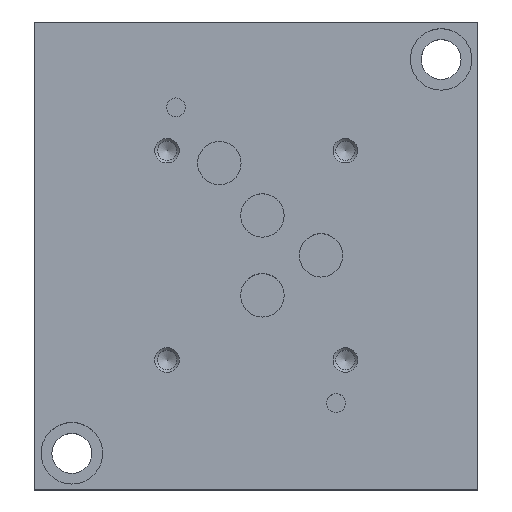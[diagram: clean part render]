
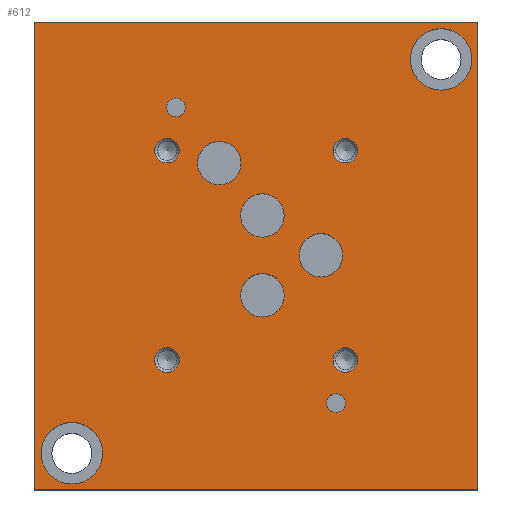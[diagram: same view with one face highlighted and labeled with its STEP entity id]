
A CAD part, top view. The second image highlights one B-rep face of the part: STEP entity #612.
In plain terms, the highlighted planar face has unit normal (0, 0, 1).
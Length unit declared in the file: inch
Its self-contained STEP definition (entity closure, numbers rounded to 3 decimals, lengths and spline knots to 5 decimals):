
#612 = ADVANCED_FACE( '', ( #1341, #1342, #1343, #1344, #1345, #1346, #1347, #1348, #1349, #1350, #1351, #1352, #1353 ), #1354, .F. );
#1341 = FACE_BOUND( '', #2191, .T. );
#1342 = FACE_BOUND( '', #2192, .T. );
#1343 = FACE_BOUND( '', #2193, .T. );
#1344 = FACE_BOUND( '', #2194, .T. );
#1345 = FACE_BOUND( '', #2195, .T. );
#1346 = FACE_BOUND( '', #2196, .T. );
#1347 = FACE_BOUND( '', #2197, .T. );
#1348 = FACE_BOUND( '', #2198, .T. );
#1349 = FACE_BOUND( '', #2199, .T. );
#1350 = FACE_BOUND( '', #2200, .T. );
#1351 = FACE_BOUND( '', #2201, .T. );
#1352 = FACE_BOUND( '', #2202, .T. );
#1353 = FACE_OUTER_BOUND( '', #2203, .T. );
#1354 = PLANE( '', #2204 );
#2191 = EDGE_LOOP( '', ( #3837 ) );
#2192 = EDGE_LOOP( '', ( #3838 ) );
#2193 = EDGE_LOOP( '', ( #3839 ) );
#2194 = EDGE_LOOP( '', ( #3840 ) );
#2195 = EDGE_LOOP( '', ( #3841 ) );
#2196 = EDGE_LOOP( '', ( #3842 ) );
#2197 = EDGE_LOOP( '', ( #3843 ) );
#2198 = EDGE_LOOP( '', ( #3844 ) );
#2199 = EDGE_LOOP( '', ( #3845 ) );
#2200 = EDGE_LOOP( '', ( #3846 ) );
#2201 = EDGE_LOOP( '', ( #3847 ) );
#2202 = EDGE_LOOP( '', ( #3848 ) );
#2203 = EDGE_LOOP( '', ( #3849, #3850, #3851, #3852 ) );
#2204 = AXIS2_PLACEMENT_3D( '', #3853, #3854, #3855 );
#3837 = ORIENTED_EDGE( '', *, *, #5275, .T. );
#3838 = ORIENTED_EDGE( '', *, *, #5211, .T. );
#3839 = ORIENTED_EDGE( '', *, *, #5306, .F. );
#3840 = ORIENTED_EDGE( '', *, *, #4943, .F. );
#3841 = ORIENTED_EDGE( '', *, *, #4990, .F. );
#3842 = ORIENTED_EDGE( '', *, *, #5307, .F. );
#3843 = ORIENTED_EDGE( '', *, *, #4923, .F. );
#3844 = ORIENTED_EDGE( '', *, *, #5200, .F. );
#3845 = ORIENTED_EDGE( '', *, *, #5146, .F. );
#3846 = ORIENTED_EDGE( '', *, *, #4853, .F. );
#3847 = ORIENTED_EDGE( '', *, *, #5177, .F. );
#3848 = ORIENTED_EDGE( '', *, *, #5100, .F. );
#3849 = ORIENTED_EDGE( '', *, *, #5308, .T. );
#3850 = ORIENTED_EDGE( '', *, *, #4681, .F. );
#3851 = ORIENTED_EDGE( '', *, *, #4918, .F. );
#3852 = ORIENTED_EDGE( '', *, *, #4659, .T. );
#3853 = CARTESIAN_POINT( '', ( 4.5, 4.75, 1.75 ) );
#3854 = DIRECTION( '', ( 0., 0., -1. ) );
#3855 = DIRECTION( '', ( -1., 0., 0. ) );
#4659 = EDGE_CURVE( '', #5496, #5494, #5497, .T. );
#4681 = EDGE_CURVE( '', #5534, #5529, #5536, .T. );
#4853 = EDGE_CURVE( '', #5832, #5832, #5833, .T. );
#4918 = EDGE_CURVE( '', #5496, #5534, #5938, .T. );
#4923 = EDGE_CURVE( '', #5944, #5944, #5945, .T. );
#4943 = EDGE_CURVE( '', #5974, #5974, #5975, .T. );
#4990 = EDGE_CURVE( '', #6052, #6052, #6053, .T. );
#5100 = EDGE_CURVE( '', #6228, #6228, #6229, .T. );
#5146 = EDGE_CURVE( '', #6294, #6294, #6295, .T. );
#5177 = EDGE_CURVE( '', #6336, #6336, #6337, .T. );
#5200 = EDGE_CURVE( '', #6371, #6371, #6372, .T. );
#5211 = EDGE_CURVE( '', #6387, #6387, #6388, .T. );
#5275 = EDGE_CURVE( '', #6466, #6466, #6467, .T. );
#5306 = EDGE_CURVE( '', #6508, #6508, #6509, .T. );
#5307 = EDGE_CURVE( '', #6510, #6510, #6511, .T. );
#5308 = EDGE_CURVE( '', #5494, #5529, #6512, .T. );
#5494 = VERTEX_POINT( '', #6729 );
#5496 = VERTEX_POINT( '', #6732 );
#5497 = LINE( '', #6733, #6734 );
#5529 = VERTEX_POINT( '', #6780 );
#5534 = VERTEX_POINT( '', #6787 );
#5536 = LINE( '', #6790, #6791 );
#5832 = VERTEX_POINT( '', #7191 );
#5833 = CIRCLE( '', #7192, 0.2205 );
#5938 = LINE( '', #7333, #7334 );
#5944 = VERTEX_POINT( '', #7341 );
#5945 = CIRCLE( '', #7342, 0.0945 );
#5974 = VERTEX_POINT( '', #7380 );
#5975 = CIRCLE( '', #7381, 0.125 );
#6052 = VERTEX_POINT( '', #7484 );
#6053 = CIRCLE( '', #7485, 0.125 );
#6228 = VERTEX_POINT( '', #7726 );
#6229 = CIRCLE( '', #7727, 0.2205 );
#6294 = VERTEX_POINT( '', #7817 );
#6295 = CIRCLE( '', #7818, 0.2205 );
#6336 = VERTEX_POINT( '', #7869 );
#6337 = CIRCLE( '', #7870, 0.2205 );
#6371 = VERTEX_POINT( '', #7913 );
#6372 = CIRCLE( '', #7914, 0.0945 );
#6387 = VERTEX_POINT( '', #7933 );
#6388 = CIRCLE( '', #7934, 0.3125 );
#6466 = VERTEX_POINT( '', #8039 );
#6467 = CIRCLE( '', #8040, 0.3125 );
#6508 = VERTEX_POINT( '', #8094 );
#6509 = CIRCLE( '', #8095, 0.125 );
#6510 = VERTEX_POINT( '', #8096 );
#6511 = CIRCLE( '', #8097, 0.125 );
#6512 = LINE( '', #8098, #8099 );
#6729 = CARTESIAN_POINT( '', ( 0., 4.75, 1.75 ) );
#6732 = CARTESIAN_POINT( '', ( 4.5, 4.75, 1.75 ) );
#6733 = CARTESIAN_POINT( '', ( 4.5, 4.75, 1.75 ) );
#6734 = VECTOR( '', #8375, 39.37008 );
#6780 = CARTESIAN_POINT( '', ( 0., 0., 1.75 ) );
#6787 = CARTESIAN_POINT( '', ( 4.5, 0., 1.75 ) );
#6790 = CARTESIAN_POINT( '', ( 4.5, 0., 1.75 ) );
#6791 = VECTOR( '', #8393, 39.37008 );
#7191 = CARTESIAN_POINT( '', ( 2.5355, 2.785, 1.75 ) );
#7192 = AXIS2_PLACEMENT_3D( '', #8600, #8601, #8602 );
#7333 = CARTESIAN_POINT( '', ( 4.5, 4.75, 1.75 ) );
#7334 = VECTOR( '', #8678, 39.37008 );
#7341 = CARTESIAN_POINT( '', ( 1.5315, 3.884, 1.75 ) );
#7342 = AXIS2_PLACEMENT_3D( '', #8683, #8684, #8685 );
#7380 = CARTESIAN_POINT( '', ( 1.472, 1.317, 1.75 ) );
#7381 = AXIS2_PLACEMENT_3D( '', #8707, #8708, #8709 );
#7484 = CARTESIAN_POINT( '', ( 3.283, 1.317, 1.75 ) );
#7485 = AXIS2_PLACEMENT_3D( '', #8760, #8761, #8762 );
#7726 = CARTESIAN_POINT( '', ( 3.1305, 2.38, 1.75 ) );
#7727 = AXIS2_PLACEMENT_3D( '', #8883, #8884, #8885 );
#7817 = CARTESIAN_POINT( '', ( 2.5355, 1.974, 1.75 ) );
#7818 = AXIS2_PLACEMENT_3D( '', #8929, #8930, #8931 );
#7869 = CARTESIAN_POINT( '', ( 2.0985, 3.317, 1.75 ) );
#7870 = AXIS2_PLACEMENT_3D( '', #8975, #8976, #8977 );
#7913 = CARTESIAN_POINT( '', ( 3.1575, 0.88, 1.75 ) );
#7914 = AXIS2_PLACEMENT_3D( '', #9002, #9003, #9004 );
#7933 = CARTESIAN_POINT( '', ( 0.0675, 0.37, 1.75 ) );
#7934 = AXIS2_PLACEMENT_3D( '', #9015, #9016, #9017 );
#8039 = CARTESIAN_POINT( '', ( 3.8175, 4.37, 1.75 ) );
#8040 = AXIS2_PLACEMENT_3D( '', #9072, #9073, #9074 );
#8094 = CARTESIAN_POINT( '', ( 1.472, 3.443, 1.75 ) );
#8095 = AXIS2_PLACEMENT_3D( '', #9103, #9104, #9105 );
#8096 = CARTESIAN_POINT( '', ( 3.283, 3.443, 1.75 ) );
#8097 = AXIS2_PLACEMENT_3D( '', #9106, #9107, #9108 );
#8098 = CARTESIAN_POINT( '', ( 0., 4.75, 1.75 ) );
#8099 = VECTOR( '', #9109, 39.37008 );
#8375 = DIRECTION( '', ( -1., 0., 0. ) );
#8393 = DIRECTION( '', ( -1., 0., 0. ) );
#8600 = CARTESIAN_POINT( '', ( 2.315, 2.785, 1.75 ) );
#8601 = DIRECTION( '', ( 0., 0., 1. ) );
#8602 = DIRECTION( '', ( 1., 0., 0. ) );
#8678 = DIRECTION( '', ( 0., -1., 0. ) );
#8683 = CARTESIAN_POINT( '', ( 1.437, 3.884, 1.75 ) );
#8684 = DIRECTION( '', ( 0., 0., 1. ) );
#8685 = DIRECTION( '', ( 1., 0., 0. ) );
#8707 = CARTESIAN_POINT( '', ( 1.347, 1.317, 1.75 ) );
#8708 = DIRECTION( '', ( 0., 0., 1. ) );
#8709 = DIRECTION( '', ( 1., 0., 0. ) );
#8760 = CARTESIAN_POINT( '', ( 3.158, 1.317, 1.75 ) );
#8761 = DIRECTION( '', ( 0., 0., 1. ) );
#8762 = DIRECTION( '', ( 1., 0., 0. ) );
#8883 = CARTESIAN_POINT( '', ( 2.91, 2.38, 1.75 ) );
#8884 = DIRECTION( '', ( 0., 0., 1. ) );
#8885 = DIRECTION( '', ( 1., 0., 0. ) );
#8929 = CARTESIAN_POINT( '', ( 2.315, 1.974, 1.75 ) );
#8930 = DIRECTION( '', ( 0., 0., 1. ) );
#8931 = DIRECTION( '', ( 1., 0., 0. ) );
#8975 = CARTESIAN_POINT( '', ( 1.878, 3.317, 1.75 ) );
#8976 = DIRECTION( '', ( 0., 0., 1. ) );
#8977 = DIRECTION( '', ( 1., 0., 0. ) );
#9002 = CARTESIAN_POINT( '', ( 3.063, 0.88, 1.75 ) );
#9003 = DIRECTION( '', ( 0., 0., 1. ) );
#9004 = DIRECTION( '', ( 1., 0., 0. ) );
#9015 = CARTESIAN_POINT( '', ( 0.38, 0.37, 1.75 ) );
#9016 = DIRECTION( '', ( 0., 0., -1. ) );
#9017 = DIRECTION( '', ( -1., 0., 0. ) );
#9072 = CARTESIAN_POINT( '', ( 4.13, 4.37, 1.75 ) );
#9073 = DIRECTION( '', ( 0., 0., -1. ) );
#9074 = DIRECTION( '', ( -1., 0., 0. ) );
#9103 = CARTESIAN_POINT( '', ( 1.347, 3.443, 1.75 ) );
#9104 = DIRECTION( '', ( 0., 0., 1. ) );
#9105 = DIRECTION( '', ( 1., 0., 0. ) );
#9106 = CARTESIAN_POINT( '', ( 3.158, 3.443, 1.75 ) );
#9107 = DIRECTION( '', ( 0., 0., 1. ) );
#9108 = DIRECTION( '', ( 1., 0., 0. ) );
#9109 = DIRECTION( '', ( 0., -1., 0. ) );
